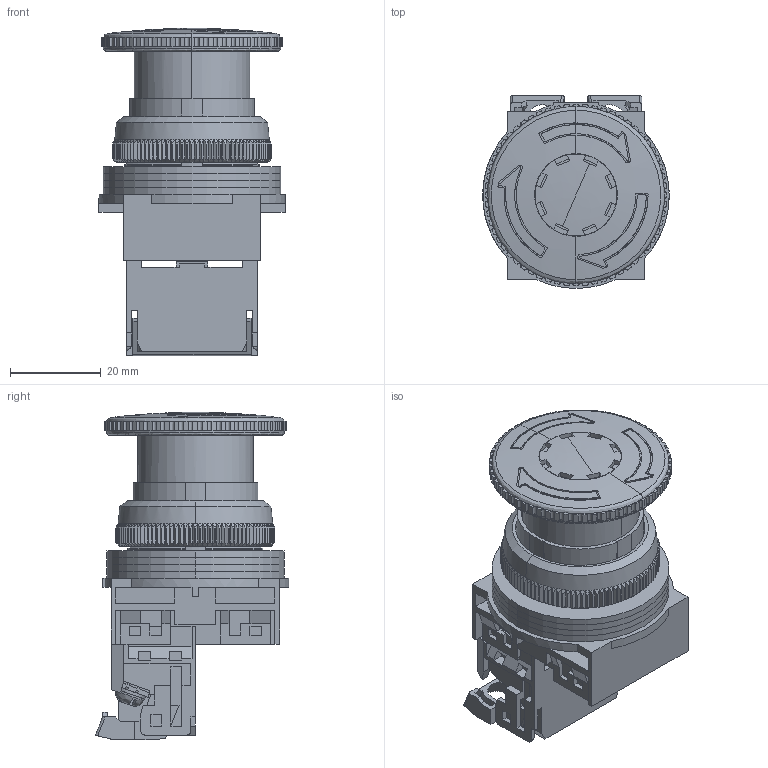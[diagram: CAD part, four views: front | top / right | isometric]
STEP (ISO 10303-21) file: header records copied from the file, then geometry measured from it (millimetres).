
FILE_DESCRIPTION (( 'STEP AP214' ), '1' );
FILE_NAME ('AR30V0R-01RZC.step', '2018-02-13T18:23:41', ( '' ), ( '' ), 'SwSTEP 2.0', 'SolidWorks 2017', '' );
FILE_SCHEMA (( 'AUTOMOTIVE_DESIGN' ));
Length unit declared in the file: inch
Products named in the file (1): AR30V0R-01RZC
Bounding box: 41 x 42.5 x 72 mm (x, y, z)
Volume: 36332.8 mm3; surface area: 40223.5 mm2
Topology: 17 solids, 17 shells, 1626 faces, 4449 edges, 2855 vertices
Faces by surface type: plane 933, cylinder 482, cone 179, bspline 32
Entity records: 78061 total; most frequent: CARTESIAN_POINT 17405, ORIENTED_EDGE 8894, DIRECTION 7201, EDGE_CURVE 4447, VERTEX_POINT 2855, VECTOR 2467, LINE 2467, AXIS2_PLACEMENT_3D 2367
